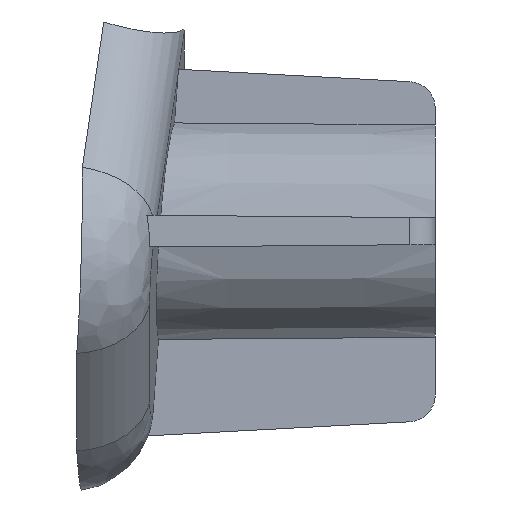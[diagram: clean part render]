
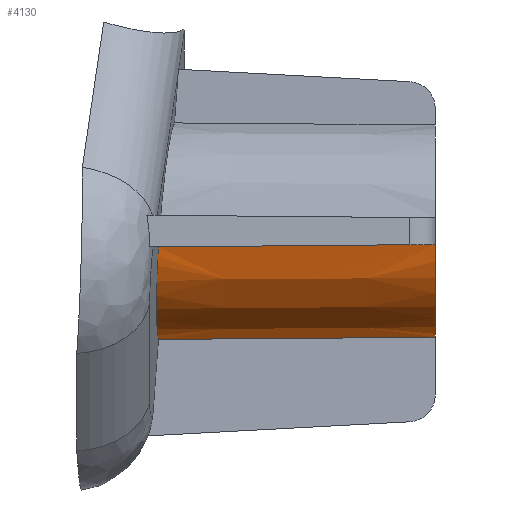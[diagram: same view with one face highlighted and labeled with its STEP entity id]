
A CAD part, left-side view. The second image highlights one B-rep face of the part: STEP entity #4130.
In plain terms, the highlighted conical face has half-angle 0.5 degrees and reference radius 4 mm.
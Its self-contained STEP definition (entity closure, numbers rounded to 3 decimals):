
#4130 = ADVANCED_FACE('',(#4131),#4146,.T.);
#4131 = FACE_BOUND('',#4132,.T.);
#4132 = EDGE_LOOP('',(#4133,#4156,#4175,#4192));
#4133 = ORIENTED_EDGE('',*,*,#4134,.F.);
#4134 = EDGE_CURVE('',#4135,#4137,#4139,.T.);
#4135 = VERTEX_POINT('',#4136);
#4136 = CARTESIAN_POINT('',(1785.179,-717.657,
    1246.546));
#4137 = VERTEX_POINT('',#4138);
#4138 = CARTESIAN_POINT('',(1781.722,-717.655,
    1250.003));
#4139 = SURFACE_CURVE('',#4140,(#4145),.PCURVE_S1.);
#4140 = ELLIPSE('',#4141,4.11,4.087);
#4141 = AXIS2_PLACEMENT_3D('',#4142,#4143,#4144);
#4142 = CARTESIAN_POINT('',(1785.767,-718.,
    1250.591));
#4143 = DIRECTION('',(0.074,0.995,
    0.074));
#4144 = DIRECTION('',(-0.707,0.105,-0.7));
#4145 = PCURVE('',#4146,#4151);
#4146 = CONICAL_SURFACE('',#4147,4.,0.009);
#4147 = AXIS2_PLACEMENT_3D('',#4148,#4149,#4150);
#4148 = CARTESIAN_POINT('',(1785.77,-728.,
    1250.594));
#4149 = DIRECTION('',(0.,1.,0.));
#4150 = DIRECTION('',(0.,0.,-1.));
#4151 = DEFINITIONAL_REPRESENTATION('',(#4152),#4155);
#4152 = B_SPLINE_CURVE_WITH_KNOTS('',1,(#4153,#4154),.UNSPECIFIED.,.F.,
  .F.,(2,2),(5.637,6.92),.PIECEWISE_BEZIER_KNOTS.);
#4153 = CARTESIAN_POINT('',(0.145,10.343));
#4154 = CARTESIAN_POINT('',(1.426,10.345));
#4155 = ( GEOMETRIC_REPRESENTATION_CONTEXT(2) 
PARAMETRIC_REPRESENTATION_CONTEXT() REPRESENTATION_CONTEXT('2D SPACE',''
  ) );
#4156 = ORIENTED_EDGE('',*,*,#4157,.F.);
#4157 = EDGE_CURVE('',#4158,#4135,#4160,.T.);
#4158 = VERTEX_POINT('',#4159);
#4159 = CARTESIAN_POINT('',(1785.27,-728.,
    1246.625));
#4160 = SURFACE_CURVE('',#4161,(#4169),.PCURVE_S1.);
#4161 = B_SPLINE_CURVE_WITH_KNOTS('',3,(#4162,#4163,#4164,#4165,#4166,
    #4167,#4168),.UNSPECIFIED.,.F.,.F.,(4,3,4),(0.,0.767,1.),
  .UNSPECIFIED.);
#4162 = CARTESIAN_POINT('',(1785.27,-728.,
    1246.625));
#4163 = CARTESIAN_POINT('',(1785.247,-725.357,
    1246.605));
#4164 = CARTESIAN_POINT('',(1785.224,-722.713,
    1246.584));
#4165 = CARTESIAN_POINT('',(1785.2,-720.07,
    1246.564));
#4166 = CARTESIAN_POINT('',(1785.193,-719.265,
    1246.558));
#4167 = CARTESIAN_POINT('',(1785.186,-718.461,
    1246.552));
#4168 = CARTESIAN_POINT('',(1785.179,-717.657,
    1246.546));
#4169 = PCURVE('',#4146,#4170);
#4170 = DEFINITIONAL_REPRESENTATION('',(#4171),#4174);
#4171 = B_SPLINE_CURVE_WITH_KNOTS('',1,(#4172,#4173),.UNSPECIFIED.,.F.,
  .F.,(2,2),(0.,1.),.PIECEWISE_BEZIER_KNOTS.);
#4172 = CARTESIAN_POINT('',(0.125,0.));
#4173 = CARTESIAN_POINT('',(0.145,10.343));
#4174 = ( GEOMETRIC_REPRESENTATION_CONTEXT(2) 
PARAMETRIC_REPRESENTATION_CONTEXT() REPRESENTATION_CONTEXT('2D SPACE',''
  ) );
#4175 = ORIENTED_EDGE('',*,*,#4176,.T.);
#4176 = EDGE_CURVE('',#4158,#4177,#4179,.T.);
#4177 = VERTEX_POINT('',#4178);
#4178 = CARTESIAN_POINT('',(1781.801,-728.,
    1250.094));
#4179 = SURFACE_CURVE('',#4180,(#4185),.PCURVE_S1.);
#4180 = CIRCLE('',#4181,4.);
#4181 = AXIS2_PLACEMENT_3D('',#4182,#4183,#4184);
#4182 = CARTESIAN_POINT('',(1785.77,-728.,
    1250.594));
#4183 = DIRECTION('',(0.,1.,0.));
#4184 = DIRECTION('',(0.,0.,-1.));
#4185 = PCURVE('',#4146,#4186);
#4186 = DEFINITIONAL_REPRESENTATION('',(#4187),#4191);
#4187 = LINE('',#4188,#4189);
#4188 = CARTESIAN_POINT('',(0.,0.));
#4189 = VECTOR('',#4190,1.);
#4190 = DIRECTION('',(1.,0.));
#4191 = ( GEOMETRIC_REPRESENTATION_CONTEXT(2) 
PARAMETRIC_REPRESENTATION_CONTEXT() REPRESENTATION_CONTEXT('2D SPACE',''
  ) );
#4192 = ORIENTED_EDGE('',*,*,#4193,.F.);
#4193 = EDGE_CURVE('',#4137,#4177,#4194,.T.);
#4194 = SURFACE_CURVE('',#4195,(#4200),.PCURVE_S1.);
#4195 = B_SPLINE_CURVE_WITH_KNOTS('',3,(#4196,#4197,#4198,#4199),
  .UNSPECIFIED.,.F.,.F.,(4,4),(0.,1.),.PIECEWISE_BEZIER_KNOTS.);
#4196 = CARTESIAN_POINT('',(1781.722,-717.655,
    1250.003));
#4197 = CARTESIAN_POINT('',(1781.748,-721.103,
    1250.033));
#4198 = CARTESIAN_POINT('',(1781.775,-724.552,
    1250.064));
#4199 = CARTESIAN_POINT('',(1781.801,-728.,
    1250.094));
#4200 = PCURVE('',#4146,#4201);
#4201 = DEFINITIONAL_REPRESENTATION('',(#4202),#4205);
#4202 = B_SPLINE_CURVE_WITH_KNOTS('',1,(#4203,#4204),.UNSPECIFIED.,.F.,
  .F.,(2,2),(0.,1.),.PIECEWISE_BEZIER_KNOTS.);
#4203 = CARTESIAN_POINT('',(1.426,10.345));
#4204 = CARTESIAN_POINT('',(1.445,0.));
#4205 = ( GEOMETRIC_REPRESENTATION_CONTEXT(2) 
PARAMETRIC_REPRESENTATION_CONTEXT() REPRESENTATION_CONTEXT('2D SPACE',''
  ) );
